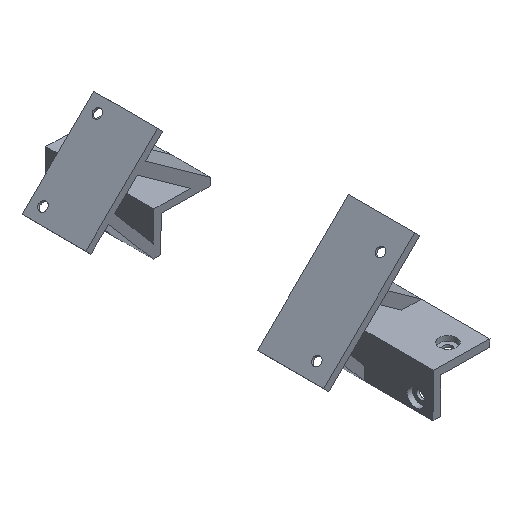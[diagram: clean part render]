
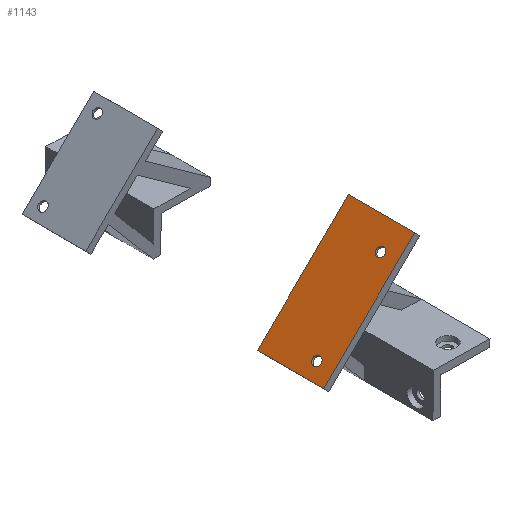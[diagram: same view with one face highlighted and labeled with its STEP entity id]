
A CAD part, isometric view. The second image highlights one B-rep face of the part: STEP entity #1143.
In plain terms, the highlighted planar face has unit normal (-0.701, 0, 0.713).
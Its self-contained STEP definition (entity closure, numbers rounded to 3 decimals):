
#40=FACE_BOUND('',#237,.T.);
#41=FACE_BOUND('',#238,.T.);
#60=CIRCLE('',#1209,1.75);
#62=CIRCLE('',#1212,1.75);
#151=FACE_OUTER_BOUND('',#236,.T.);
#236=EDGE_LOOP('',(#1015,#1016,#1017,#1018));
#237=EDGE_LOOP('',(#1019));
#238=EDGE_LOOP('',(#1020));
#318=LINE('',#1777,#438);
#320=LINE('',#1781,#440);
#322=LINE('',#1785,#442);
#360=LINE('',#1877,#480);
#438=VECTOR('',#1459,10.);
#440=VECTOR('',#1463,10.);
#442=VECTOR('',#1467,10.);
#480=VECTOR('',#1561,10.);
#532=VERTEX_POINT('',#1725);
#534=VERTEX_POINT('',#1731);
#551=VERTEX_POINT('',#1774);
#552=VERTEX_POINT('',#1776);
#553=VERTEX_POINT('',#1780);
#554=VERTEX_POINT('',#1784);
#659=EDGE_CURVE('',#532,#532,#60,.T.);
#662=EDGE_CURVE('',#534,#534,#62,.T.);
#682=EDGE_CURVE('',#551,#552,#318,.T.);
#684=EDGE_CURVE('',#553,#552,#320,.T.);
#686=EDGE_CURVE('',#554,#553,#322,.T.);
#732=EDGE_CURVE('',#554,#551,#360,.T.);
#1015=ORIENTED_EDGE('',*,*,#732,.F.);
#1016=ORIENTED_EDGE('',*,*,#686,.T.);
#1017=ORIENTED_EDGE('',*,*,#684,.T.);
#1018=ORIENTED_EDGE('',*,*,#682,.F.);
#1019=ORIENTED_EDGE('',*,*,#659,.T.);
#1020=ORIENTED_EDGE('',*,*,#662,.T.);
#1081=PLANE('',#1252);
#1143=ADVANCED_FACE('',(#151,#40,#41),#1081,.F.);
#1209=AXIS2_PLACEMENT_3D('',#1727,#1415,#1416);
#1212=AXIS2_PLACEMENT_3D('',#1733,#1422,#1423);
#1252=AXIS2_PLACEMENT_3D('',#1876,#1559,#1560);
#1415=DIRECTION('center_axis',(0.701,0.,
-0.713));
#1416=DIRECTION('ref_axis',(0.,-1.,0.));
#1422=DIRECTION('center_axis',(0.701,0.,
-0.713));
#1423=DIRECTION('ref_axis',(0.,-1.,0.));
#1459=DIRECTION('',(0.,-1.,0.));
#1463=DIRECTION('',(0.713,0.,0.701));
#1467=DIRECTION('',(0.,-1.,0.));
#1559=DIRECTION('center_axis',(0.701,0.,
-0.713));
#1560=DIRECTION('ref_axis',(-0.713,0.,-0.701));
#1561=DIRECTION('',(0.713,0.,0.701));
#1725=CARTESIAN_POINT('',(29.484,-105.25,0.653));
#1727=CARTESIAN_POINT('Origin',(29.484,-107.,0.653));
#1731=CARTESIAN_POINT('',(55.427,-105.25,26.183));
#1733=CARTESIAN_POINT('Origin',(55.427,-107.,26.183));
#1774=CARTESIAN_POINT('',(62.395,-87.,33.039));
#1776=CARTESIAN_POINT('',(62.395,-114.,33.039));
#1777=CARTESIAN_POINT('',(62.395,-112.,33.039));
#1780=CARTESIAN_POINT('',(25.309,-114.,-3.455));
#1781=CARTESIAN_POINT('',(54.555,-114.,25.324));
#1784=CARTESIAN_POINT('',(25.309,-87.,-3.455));
#1785=CARTESIAN_POINT('',(25.309,-112.,-3.455));
#1876=CARTESIAN_POINT('Origin',(50.991,-112.,21.817));
#1877=CARTESIAN_POINT('',(50.991,-87.,21.817));
